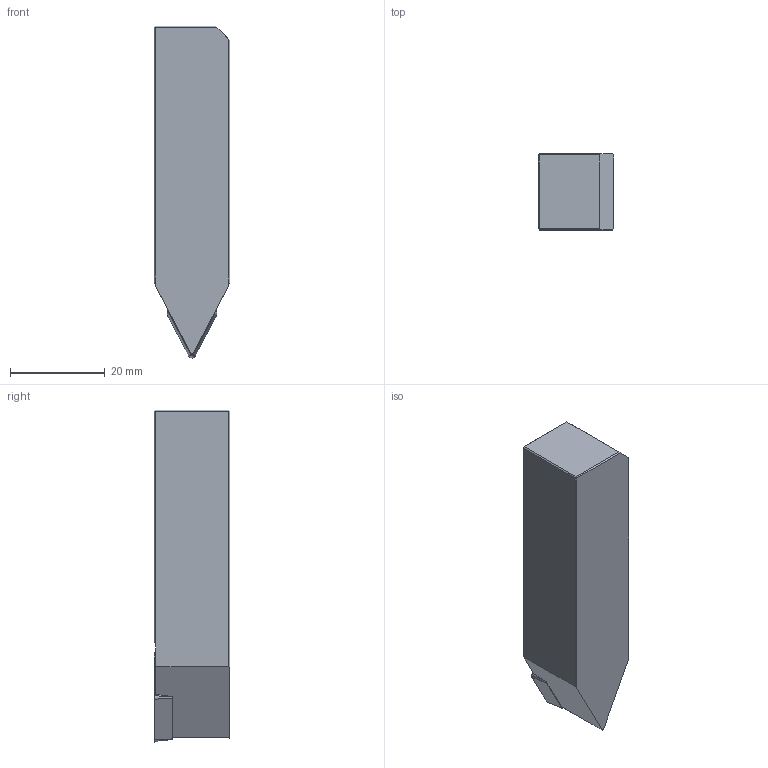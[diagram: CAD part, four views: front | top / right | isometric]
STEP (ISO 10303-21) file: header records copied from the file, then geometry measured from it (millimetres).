
FILE_DESCRIPTION(/* description */ (''),/* implementation_level */ '2;1');
FILE_NAME(/* name */ '1582697515773.stp',/* time_stamp */ '2020-02-26T11:42:11+05:00',/* author */ (''),/* organization */ ('SMS'),/* preprocessor_version */ 'ST-DEVELOPER v16.7',/* originating_system */ 'SIEMENS PLM Software NX 12.0',/* authorisation */ '');
FILE_SCHEMA (('AUTOMOTIVE_DESIGN { 1 0 10303 214 3 1 1 1 }'));
Length unit declared in the file: millimetre
Products named in the file (4): ASSEMBLY_CONSTRUCTION; IsoTurningInsert; 202876982mod000_00; 202876983mod000_00
Assembly tree (3 placements, depth 2):
  202876983mod000_00
    202876982mod000_00
    IsoTurningInsert
    ASSEMBLY_CONSTRUCTION
Bounding box: 16 x 16 x 70 mm (x, y, z)
Volume: 15727.7 mm3; surface area: 4881.2 mm2
Topology: 2 solids, 2 shells, 44 faces, 110 edges, 77 vertices
Faces by surface type: plane 29, cone 7, cylinder 4, torus 4
Full cylindrical faces by diameter (mm): 4.4 x2
Entity records: 1477 total; most frequent: CARTESIAN_POINT 289, DIRECTION 231, ORIENTED_EDGE 194, EDGE_CURVE 97, AXIS2_PLACEMENT_3D 80, LINE 71, VECTOR 71, VERTEX_POINT 66
